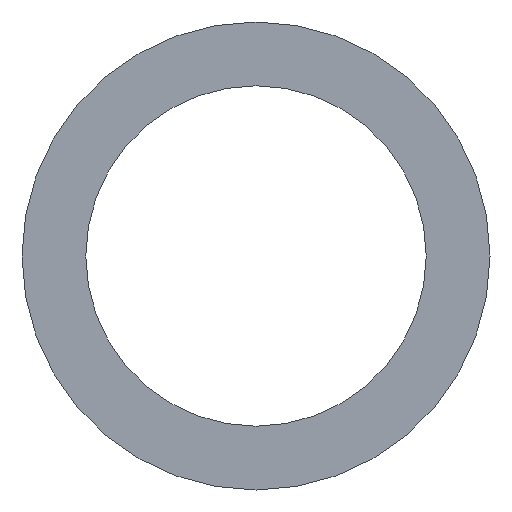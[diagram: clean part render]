
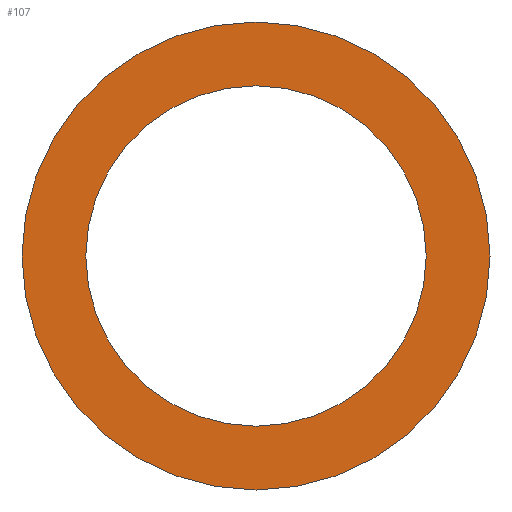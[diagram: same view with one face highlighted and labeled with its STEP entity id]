
A CAD part, front view. The second image highlights one B-rep face of the part: STEP entity #107.
In plain terms, the highlighted planar face has unit normal (0, -1, 0).
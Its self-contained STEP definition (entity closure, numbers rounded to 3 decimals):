
#5 = DIRECTION ( 'NONE',  ( 0., 0., -1. ) ) ;
#6 = DIRECTION ( 'NONE',  ( 0., -1., 0. ) ) ;
#20 = CARTESIAN_POINT ( 'NONE',  ( 0., -0.375, 0. ) ) ;
#24 = CARTESIAN_POINT ( 'NONE',  ( 0., -0.375, -2.75 ) ) ;
#25 = EDGE_CURVE ( 'NONE', #184, #33, #108, .T. ) ;
#30 = EDGE_LOOP ( 'NONE', ( #89, #126 ) ) ;
#33 = VERTEX_POINT ( 'NONE', #66 ) ;
#34 = CARTESIAN_POINT ( 'NONE',  ( 0., -0.375, 2. ) ) ;
#37 = DIRECTION ( 'NONE',  ( 0., -1., 0. ) ) ;
#38 = VERTEX_POINT ( 'NONE', #105 ) ;
#39 = CARTESIAN_POINT ( 'NONE',  ( 0., -0.375, 0. ) ) ;
#47 = EDGE_LOOP ( 'NONE', ( #171, #91 ) ) ;
#50 = AXIS2_PLACEMENT_3D ( 'NONE', #20, #6, #131 ) ;
#51 = CARTESIAN_POINT ( 'NONE',  ( 2., -0.375, 0. ) ) ;
#55 = AXIS2_PLACEMENT_3D ( 'NONE', #39, #102, #172 ) ;
#56 = DIRECTION ( 'NONE',  ( 0., -1., 0. ) ) ;
#61 = AXIS2_PLACEMENT_3D ( 'NONE', #51, #56, #111 ) ;
#66 = CARTESIAN_POINT ( 'NONE',  ( 0., -0.375, 2.75 ) ) ;
#70 = CARTESIAN_POINT ( 'NONE',  ( 0., -0.375, 0. ) ) ;
#80 = DIRECTION ( 'NONE',  ( 0., -1., 0. ) ) ;
#89 = ORIENTED_EDGE ( 'NONE', *, *, #25, .T. ) ;
#91 = ORIENTED_EDGE ( 'NONE', *, *, #154, .F. ) ;
#102 = DIRECTION ( 'NONE',  ( 0., -1., 0. ) ) ;
#105 = CARTESIAN_POINT ( 'NONE',  ( 0., -0.375, -2. ) ) ;
#107 = ADVANCED_FACE ( 'NONE', ( #144, #161 ), #186, .T. ) ;
#108 = CIRCLE ( 'NONE', #138, 2.75 ) ;
#111 = DIRECTION ( 'NONE',  ( 0., 0., -1. ) ) ;
#113 = EDGE_CURVE ( 'NONE', #38, #155, #194, .T. ) ;
#123 = DIRECTION ( 'NONE',  ( 0., 0., -1. ) ) ;
#126 = ORIENTED_EDGE ( 'NONE', *, *, #134, .T. ) ;
#131 = DIRECTION ( 'NONE',  ( 0., 0., -1. ) ) ;
#134 = EDGE_CURVE ( 'NONE', #33, #184, #183, .T. ) ;
#138 = AXIS2_PLACEMENT_3D ( 'NONE', #156, #80, #123 ) ;
#144 = FACE_OUTER_BOUND ( 'NONE', #30, .T. ) ;
#154 = EDGE_CURVE ( 'NONE', #155, #38, #159, .T. ) ;
#155 = VERTEX_POINT ( 'NONE', #34 ) ;
#156 = CARTESIAN_POINT ( 'NONE',  ( 0., -0.375, 0. ) ) ;
#159 = CIRCLE ( 'NONE', #55, 2. ) ;
#161 = FACE_BOUND ( 'NONE', #47, .T. ) ;
#171 = ORIENTED_EDGE ( 'NONE', *, *, #113, .F. ) ;
#172 = DIRECTION ( 'NONE',  ( 0., 0., -1. ) ) ;
#183 = CIRCLE ( 'NONE', #50, 2.75 ) ;
#184 = VERTEX_POINT ( 'NONE', #24 ) ;
#186 = PLANE ( 'NONE',  #61 ) ;
#189 = AXIS2_PLACEMENT_3D ( 'NONE', #70, #37, #5 ) ;
#194 = CIRCLE ( 'NONE', #189, 2. ) ;
